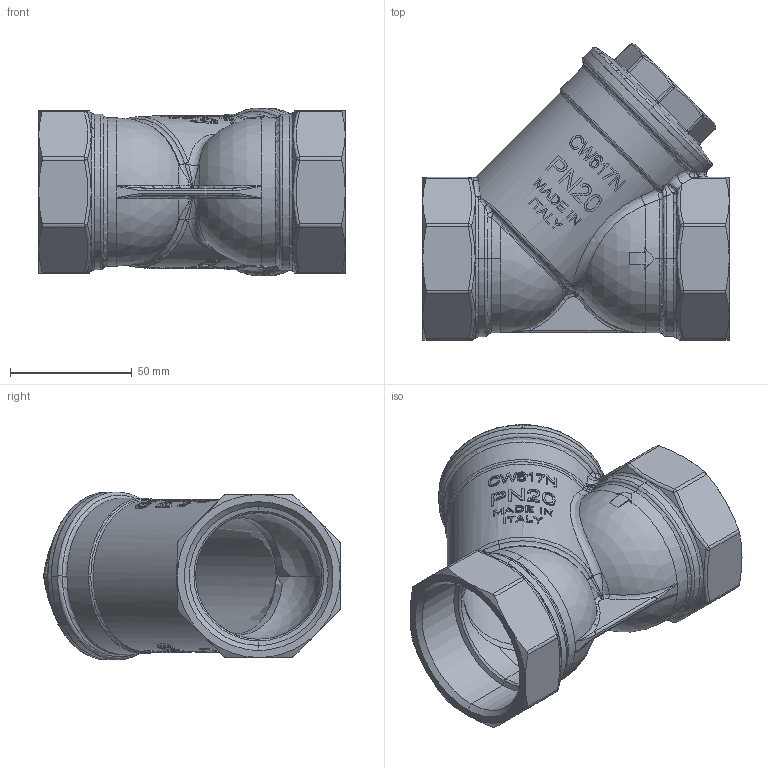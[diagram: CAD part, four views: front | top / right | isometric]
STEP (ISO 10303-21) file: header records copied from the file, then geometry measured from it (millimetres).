
FILE_DESCRIPTION (( 'STEP AP214' ), '1' );
FILE_NAME ('IT-STRAIN19209.STEP', '2018-09-24T08:31:24', ( '' ), ( '' ), 'SwSTEP 2.0', 'SolidWorks 2018', '' );
FILE_SCHEMA (( 'AUTOMOTIVE_DESIGN' ));
Length unit declared in the file: millimetre
Products named in the file (1): IT-STRAIN19209
Bounding box: 126 x 121.9 x 69 mm (x, y, z)
Surface area: 92057.4 mm2 (no closed solid volume)
Topology: 0 solids, 4 shells, 715 faces, 1774 edges, 1092 vertices
Faces by surface type: bspline 239, plane 238, cylinder 113, torus 60, cone 51, sphere 14
Entity records: 40084 total; most frequent: CARTESIAN_POINT 27744, ORIENTED_EDGE 3519, EDGE_CURVE 1761, B_SPLINE_CURVE_WITH_KNOTS 1660, VERTEX_POINT 1089, DIRECTION 962, EDGE_LOOP 758, FACE_OUTER_BOUND 715
